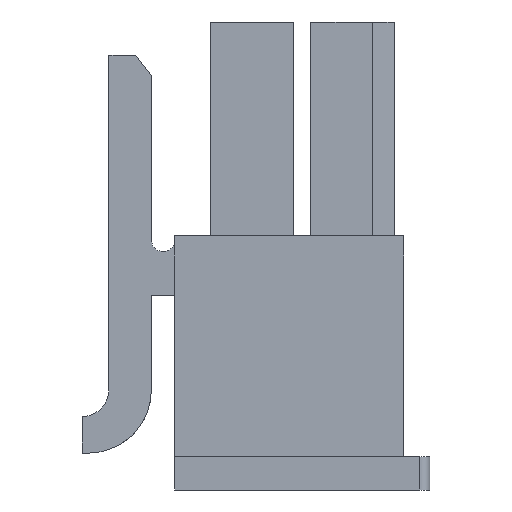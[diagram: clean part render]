
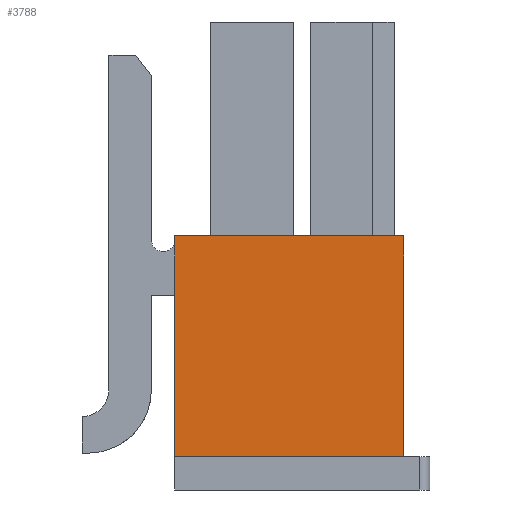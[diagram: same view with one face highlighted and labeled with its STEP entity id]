
A CAD part, front view. The second image highlights one B-rep face of the part: STEP entity #3788.
In plain terms, the highlighted planar face has unit normal (0, -1, 0).
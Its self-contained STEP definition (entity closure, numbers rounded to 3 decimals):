
#538=ORIENTED_EDGE('',*,*,#1462,.F.);
#539=ORIENTED_EDGE('',*,*,#1502,.F.);
#540=ORIENTED_EDGE('',*,*,#1503,.T.);
#541=ORIENTED_EDGE('',*,*,#1492,.F.);
#1462=EDGE_CURVE('',#1931,#1932,#2350,.T.);
#1492=EDGE_CURVE('',#1932,#1958,#2380,.T.);
#1502=EDGE_CURVE('',#1965,#1931,#2388,.T.);
#1503=EDGE_CURVE('',#1965,#1958,#2389,.T.);
#1931=VERTEX_POINT('',#5787);
#1932=VERTEX_POINT('',#5789);
#1958=VERTEX_POINT('',#5846);
#1965=VERTEX_POINT('',#5866);
#2350=LINE('',#5788,#2878);
#2380=LINE('',#5845,#2908);
#2388=LINE('',#5865,#2916);
#2389=LINE('',#5867,#2917);
#2878=VECTOR('',#4630,1000.);
#2908=VECTOR('',#4662,1000.);
#2916=VECTOR('',#4680,1000.);
#2917=VECTOR('',#4681,1000.);
#3164=EDGE_LOOP('',(#538,#539,#540,#541));
#3386=FACE_BOUND('',#3164,.T.);
#3589=PLANE('',#4011);
#3788=ADVANCED_FACE('',(#3386),#3589,.F.);
#4011=AXIS2_PLACEMENT_3D('',#5864,#4678,#4679);
#4630=DIRECTION('',(0.,0.,1.));
#4662=DIRECTION('',(1.,0.,0.));
#4678=DIRECTION('',(0.,1.,0.));
#4679=DIRECTION('',(0.,0.,1.));
#4680=DIRECTION('',(-1.,0.,0.));
#4681=DIRECTION('',(0.,0.,1.));
#5787=CARTESIAN_POINT('',(-3.815,-3.425,-2.8));
#5788=CARTESIAN_POINT('',(-3.815,-3.425,-3.8));
#5789=CARTESIAN_POINT('',(-3.815,-3.425,3.8));
#5845=CARTESIAN_POINT('',(-3.815,-3.425,3.8));
#5846=CARTESIAN_POINT('',(3.04,-3.425,3.8));
#5864=CARTESIAN_POINT('',(0.,-3.425,0.));
#5865=CARTESIAN_POINT('',(-3.815,-3.425,-2.8));
#5866=CARTESIAN_POINT('',(3.04,-3.425,-2.8));
#5867=CARTESIAN_POINT('',(3.04,-3.425,-2.8));
